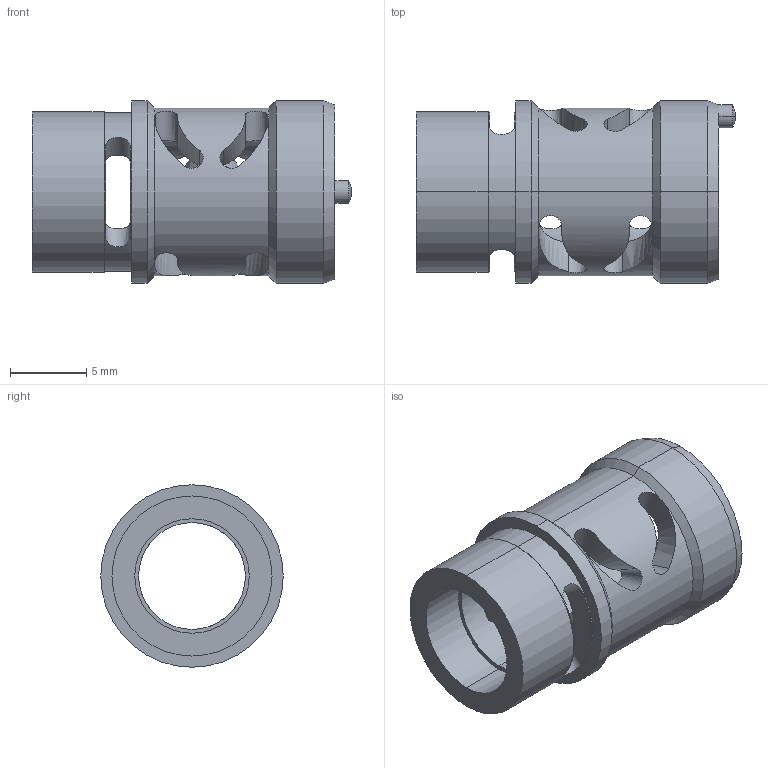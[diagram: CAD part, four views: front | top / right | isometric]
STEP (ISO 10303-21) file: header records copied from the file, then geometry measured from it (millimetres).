
FILE_DESCRIPTION (( 'STEP AP214' ), '1' );
FILE_NAME ('Part9_by_can.STEP', '2022-12-01T10:40:52', ( '' ), ( '' ), 'SwSTEP 2.0', 'SolidWorks 2022', '' );
FILE_SCHEMA (( 'AUTOMOTIVE_DESIGN' ));
Length unit declared in the file: millimetre
Products named in the file (1): Part9_by_can
Bounding box: 20.91 x 11.95 x 11.95 mm (x, y, z)
Volume: 1014.2 mm3; surface area: 1359.6 mm2
Topology: 1 solids, 1 shells, 64 faces, 170 edges, 107 vertices
Faces by surface type: bspline 28, cylinder 16, cone 10, plane 10
Entity records: 3866 total; most frequent: CARTESIAN_POINT 2414, ORIENTED_EDGE 340, DIRECTION 200, EDGE_CURVE 170, VERTEX_POINT 107, B_SPLINE_CURVE_WITH_KNOTS 92, AXIS2_PLACEMENT_3D 85, EDGE_LOOP 81
